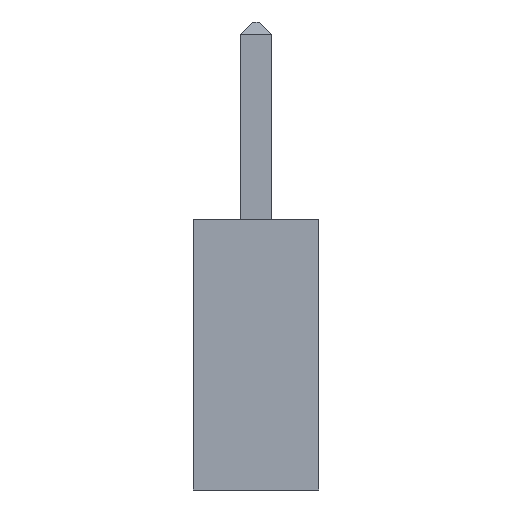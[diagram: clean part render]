
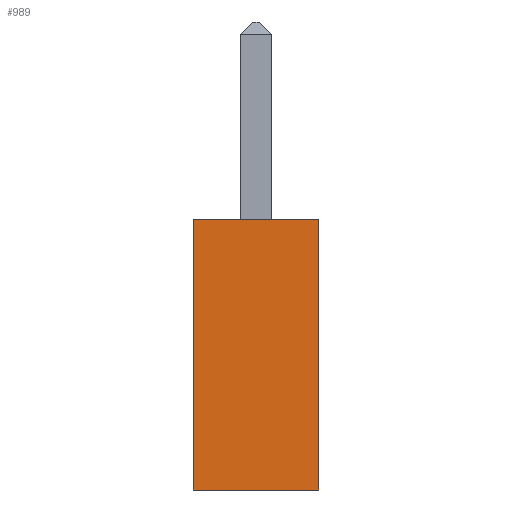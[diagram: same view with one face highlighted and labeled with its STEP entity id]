
A CAD part, left-side view. The second image highlights one B-rep face of the part: STEP entity #989.
In plain terms, the highlighted planar face has unit normal (-1, 0, 0).
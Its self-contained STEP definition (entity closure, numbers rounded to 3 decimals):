
#56 = CARTESIAN_POINT ( 'NONE',  ( -1., 1., 4.3 ) ) ;
#92 = CARTESIAN_POINT ( 'NONE',  ( -1., 1., 0. ) ) ;
#95 = VERTEX_POINT ( 'NONE', #462 ) ;
#105 = LINE ( 'NONE', #1359, #1445 ) ;
#147 = EDGE_CURVE ( 'NONE', #1202, #685, #105, .T. ) ;
#207 = LINE ( 'NONE', #92, #1159 ) ;
#232 = ORIENTED_EDGE ( 'NONE', *, *, #670, .F. ) ;
#371 = DIRECTION ( 'NONE',  ( -1., 0., 0. ) ) ;
#404 = PLANE ( 'NONE',  #447 ) ;
#447 = AXIS2_PLACEMENT_3D ( 'NONE', #773, #371, #1283 ) ;
#462 = CARTESIAN_POINT ( 'NONE',  ( -1., 1., 0. ) ) ;
#620 = EDGE_CURVE ( 'NONE', #95, #1202, #207, .T. ) ;
#633 = FACE_OUTER_BOUND ( 'NONE', #724, .T. ) ;
#670 = EDGE_CURVE ( 'NONE', #685, #1192, #733, .T. ) ;
#685 = VERTEX_POINT ( 'NONE', #1488 ) ;
#712 = CARTESIAN_POINT ( 'NONE',  ( -1., 0., 0. ) ) ;
#724 = EDGE_LOOP ( 'NONE', ( #966, #232, #1322, #850 ) ) ;
#729 = DIRECTION ( 'NONE',  ( 0., 0., -1. ) ) ;
#733 = LINE ( 'NONE', #856, #823 ) ;
#773 = CARTESIAN_POINT ( 'NONE',  ( -1., -1., 0. ) ) ;
#823 = VECTOR ( 'NONE', #729, 1000. ) ;
#828 = DIRECTION ( 'NONE',  ( 0., 0., 1. ) ) ;
#846 = DIRECTION ( 'NONE',  ( 0., -1., 0. ) ) ;
#850 = ORIENTED_EDGE ( 'NONE', *, *, #620, .F. ) ;
#856 = CARTESIAN_POINT ( 'NONE',  ( -1., -1., 0. ) ) ;
#966 = ORIENTED_EDGE ( 'NONE', *, *, #1203, .T. ) ;
#989 = ADVANCED_FACE ( 'NONE', ( #633 ), #404, .T. ) ;
#1067 = LINE ( 'NONE', #712, #1241 ) ;
#1159 = VECTOR ( 'NONE', #828, 1000. ) ;
#1192 = VERTEX_POINT ( 'NONE', #1437 ) ;
#1202 = VERTEX_POINT ( 'NONE', #56 ) ;
#1203 = EDGE_CURVE ( 'NONE', #95, #1192, #1067, .T. ) ;
#1241 = VECTOR ( 'NONE', #846, 1000. ) ;
#1283 = DIRECTION ( 'NONE',  ( 0., 0., 1. ) ) ;
#1322 = ORIENTED_EDGE ( 'NONE', *, *, #147, .F. ) ;
#1359 = CARTESIAN_POINT ( 'NONE',  ( -1., 0., 4.3 ) ) ;
#1437 = CARTESIAN_POINT ( 'NONE',  ( -1., -1., 0. ) ) ;
#1445 = VECTOR ( 'NONE', #1501, 1000. ) ;
#1488 = CARTESIAN_POINT ( 'NONE',  ( -1., -1., 4.3 ) ) ;
#1501 = DIRECTION ( 'NONE',  ( 0., -1., 0. ) ) ;
